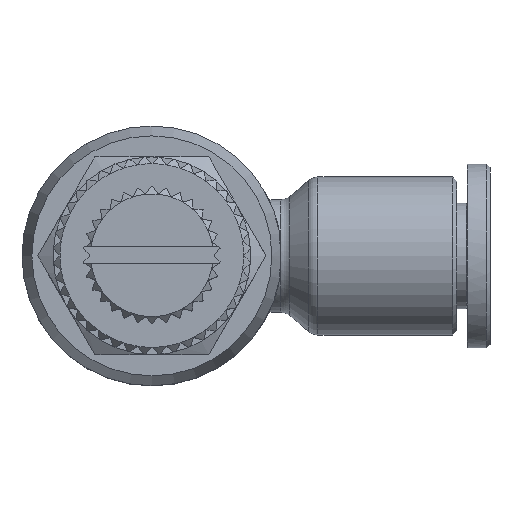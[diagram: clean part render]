
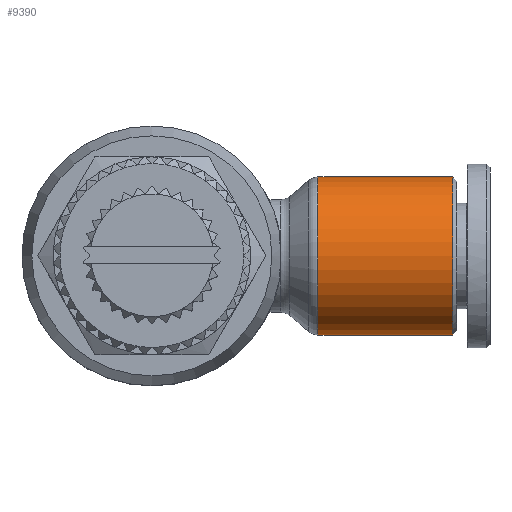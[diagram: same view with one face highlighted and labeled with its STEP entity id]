
A CAD part, top view. The second image highlights one B-rep face of the part: STEP entity #9390.
In plain terms, the highlighted cylindrical face has radius 5.6 mm (diameter 11.2 mm), a full revolution.
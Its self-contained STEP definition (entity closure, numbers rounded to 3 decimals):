
#2424=FACE_BOUND('',#3054,.T.);
#2472=FACE_OUTER_BOUND('',#3053,.T.);
#3053=EDGE_LOOP('',(#6351));
#3054=EDGE_LOOP('',(#6352));
#3682=CIRCLE('',#9974,5.6);
#3683=CIRCLE('',#9975,5.6);
#3962=VERTEX_POINT('',#13399);
#3963=VERTEX_POINT('',#13401);
#4891=EDGE_CURVE('',#3962,#3962,#3682,.T.);
#4892=EDGE_CURVE('',#3963,#3963,#3683,.T.);
#6351=ORIENTED_EDGE('',*,*,#4891,.F.);
#6352=ORIENTED_EDGE('',*,*,#4892,.F.);
#9271=CYLINDRICAL_SURFACE('',#9973,5.6);
#9390=ADVANCED_FACE('',(#2472,#2424),#9271,.T.);
#9973=AXIS2_PLACEMENT_3D('',#13398,#10860,#10861);
#9974=AXIS2_PLACEMENT_3D('',#13400,#10862,#10863);
#9975=AXIS2_PLACEMENT_3D('',#13402,#10864,#10865);
#10860=DIRECTION('center_axis',(-1.,0.,0.));
#10861=DIRECTION('ref_axis',(0.,0.,1.));
#10862=DIRECTION('center_axis',(-1.,0.,0.));
#10863=DIRECTION('ref_axis',(0.,0.,-1.));
#10864=DIRECTION('center_axis',(1.,0.,0.));
#10865=DIRECTION('ref_axis',(0.,0.,-1.));
#13398=CARTESIAN_POINT('Origin',(45.224,17.287,1.502));
#13399=CARTESIAN_POINT('',(41.289,17.287,-4.098));
#13400=CARTESIAN_POINT('Origin',(41.289,17.287,1.502));
#13401=CARTESIAN_POINT('',(50.824,17.287,-4.098));
#13402=CARTESIAN_POINT('Origin',(50.824,17.287,1.502));
